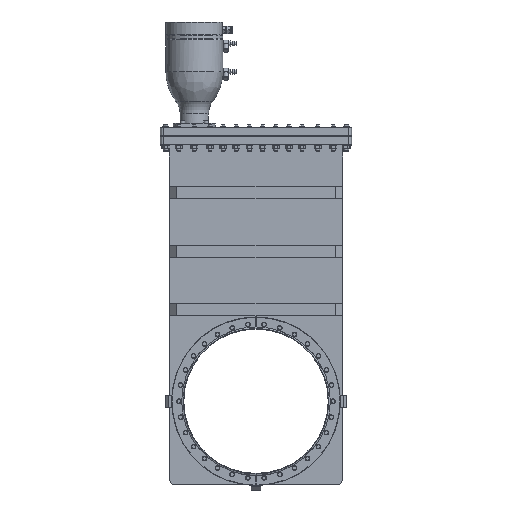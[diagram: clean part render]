
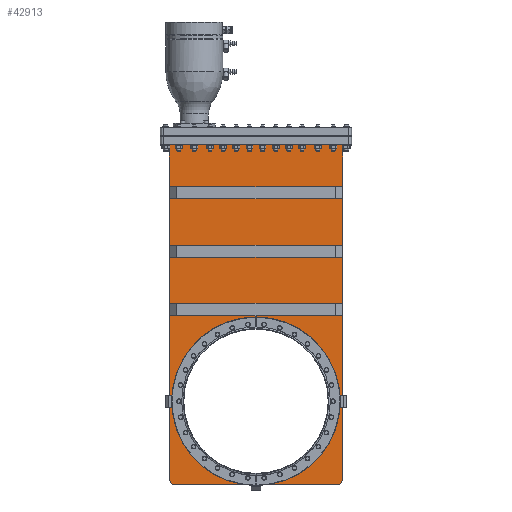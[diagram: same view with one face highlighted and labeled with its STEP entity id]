
A CAD part, top view. The second image highlights one B-rep face of the part: STEP entity #42913.
In plain terms, the highlighted planar face has unit normal (0, 0, 1).
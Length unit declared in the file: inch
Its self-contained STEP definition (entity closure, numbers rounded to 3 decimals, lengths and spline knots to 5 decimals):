
#10606=DIRECTION('',(-1.,0.,0.));
#10607=VECTOR('',#10606,6.02507);
#10608=CARTESIAN_POINT('',(6.703,-6.947,0.827));
#10609=LINE('',#10608,#10607);
#10610=CARTESIAN_POINT('',(0.,0.,0.827));
#10611=DIRECTION('',(0.,0.,-1.));
#10612=DIRECTION('',(0.,1.,0.));
#10613=AXIS2_PLACEMENT_3D('',#10610,#10611,#10612);
#10615=CARTESIAN_POINT('',(0.,0.,0.827));
#10616=DIRECTION('',(0.,0.,1.));
#10617=DIRECTION('',(0.,1.,0.));
#10618=AXIS2_PLACEMENT_3D('',#10615,#10616,#10617);
#10620=DIRECTION('',(-1.,0.,0.));
#10621=VECTOR('',#10620,6.02507);
#10622=CARTESIAN_POINT('',(-0.67793,-6.947,0.827));
#10623=LINE('',#10622,#10621);
#10624=DIRECTION('',(0.,-1.,0.));
#10625=VECTOR('',#10624,27.74);
#10626=CARTESIAN_POINT('',(-7.202,21.292,0.827));
#10627=LINE('',#10626,#10625);
#10628=DIRECTION('',(1.,0.,0.));
#10629=VECTOR('',#10628,14.404);
#10630=CARTESIAN_POINT('',(-7.202,21.292,0.827));
#10631=LINE('',#10630,#10629);
#10632=DIRECTION('',(0.,1.,0.));
#10633=VECTOR('',#10632,27.74);
#10634=CARTESIAN_POINT('',(7.202,-6.448,0.827));
#10635=LINE('',#10634,#10633);
#10636=DIRECTION('',(0.,-1.,0.));
#10637=VECTOR('',#10636,1.);
#10638=CARTESIAN_POINT('',(-7.182,8.12,0.827));
#10639=LINE('',#10638,#10637);
#10640=DIRECTION('',(1.,0.,0.));
#10641=VECTOR('',#10640,14.364);
#10642=CARTESIAN_POINT('',(-7.182,7.12,0.827));
#10643=LINE('',#10642,#10641);
#10644=DIRECTION('',(0.,1.,0.));
#10645=VECTOR('',#10644,1.);
#10646=CARTESIAN_POINT('',(7.182,7.12,0.827));
#10647=LINE('',#10646,#10645);
#10648=DIRECTION('',(-1.,0.,0.));
#10649=VECTOR('',#10648,14.364);
#10650=CARTESIAN_POINT('',(7.182,8.12,0.827));
#10651=LINE('',#10650,#10649);
#10652=DIRECTION('',(0.,-1.,0.));
#10653=VECTOR('',#10652,1.);
#10654=CARTESIAN_POINT('',(-7.182,12.97,0.827));
#10655=LINE('',#10654,#10653);
#10656=DIRECTION('',(1.,0.,0.));
#10657=VECTOR('',#10656,14.364);
#10658=CARTESIAN_POINT('',(-7.182,11.97,0.827));
#10659=LINE('',#10658,#10657);
#10660=DIRECTION('',(0.,1.,0.));
#10661=VECTOR('',#10660,1.);
#10662=CARTESIAN_POINT('',(7.182,11.97,0.827));
#10663=LINE('',#10662,#10661);
#10664=DIRECTION('',(-1.,0.,0.));
#10665=VECTOR('',#10664,14.364);
#10666=CARTESIAN_POINT('',(7.182,12.97,0.827));
#10667=LINE('',#10666,#10665);
#10668=DIRECTION('',(0.,-1.,0.));
#10669=VECTOR('',#10668,1.);
#10670=CARTESIAN_POINT('',(-7.182,17.82,0.827));
#10671=LINE('',#10670,#10669);
#10672=DIRECTION('',(1.,0.,0.));
#10673=VECTOR('',#10672,14.364);
#10674=CARTESIAN_POINT('',(-7.182,16.82,0.827));
#10675=LINE('',#10674,#10673);
#10676=DIRECTION('',(0.,1.,0.));
#10677=VECTOR('',#10676,1.);
#10678=CARTESIAN_POINT('',(7.182,16.82,0.827));
#10679=LINE('',#10678,#10677);
#10680=DIRECTION('',(-1.,0.,0.));
#10681=VECTOR('',#10680,14.364);
#10682=CARTESIAN_POINT('',(7.182,17.82,0.827));
#10683=LINE('',#10682,#10681);
#10711=CARTESIAN_POINT('',(-6.703,-6.448,0.827));
#10712=DIRECTION('',(0.,0.,1.));
#10713=DIRECTION('',(-1.,0.,0.));
#10714=AXIS2_PLACEMENT_3D('',#10711,#10712,#10713);
#10801=CARTESIAN_POINT('',(6.703,-6.448,0.827));
#10802=DIRECTION('',(0.,0.,1.));
#10803=DIRECTION('',(0.,-1.,0.));
#10804=AXIS2_PLACEMENT_3D('',#10801,#10802,#10803);
#22279=CARTESIAN_POINT('',(6.703,-6.947,0.827));
#22280=CARTESIAN_POINT('',(7.202,-6.448,0.827));
#22281=VERTEX_POINT('',#22279);
#22282=VERTEX_POINT('',#22280);
#22287=CARTESIAN_POINT('',(-7.202,-6.448,0.827));
#22288=CARTESIAN_POINT('',(-6.703,-6.947,0.827));
#22289=VERTEX_POINT('',#22287);
#22290=VERTEX_POINT('',#22288);
#22299=CARTESIAN_POINT('',(-7.202,21.292,0.827));
#22300=CARTESIAN_POINT('',(7.202,21.292,0.827));
#22301=VERTEX_POINT('',#22299);
#22302=VERTEX_POINT('',#22300);
#22503=CARTESIAN_POINT('',(0.67793,-6.947,0.827));
#22505=VERTEX_POINT('',#22503);
#22507=CARTESIAN_POINT('',(-0.67793,-6.947,0.827));
#22508=VERTEX_POINT('',#22507);
#22533=CARTESIAN_POINT('',(0.,6.98,0.827));
#22534=VERTEX_POINT('',#22533);
#23255=CARTESIAN_POINT('',(-7.182,8.12,0.827));
#23256=CARTESIAN_POINT('',(-7.182,7.12,0.827));
#23257=VERTEX_POINT('',#23255);
#23258=VERTEX_POINT('',#23256);
#23259=CARTESIAN_POINT('',(7.182,7.12,0.827));
#23260=VERTEX_POINT('',#23259);
#23261=CARTESIAN_POINT('',(7.182,8.12,0.827));
#23262=VERTEX_POINT('',#23261);
#23263=CARTESIAN_POINT('',(-7.182,12.97,0.827));
#23264=CARTESIAN_POINT('',(-7.182,11.97,0.827));
#23265=VERTEX_POINT('',#23263);
#23266=VERTEX_POINT('',#23264);
#23267=CARTESIAN_POINT('',(7.182,11.97,0.827));
#23268=VERTEX_POINT('',#23267);
#23269=CARTESIAN_POINT('',(7.182,12.97,0.827));
#23270=VERTEX_POINT('',#23269);
#23271=CARTESIAN_POINT('',(-7.182,17.82,0.827));
#23272=CARTESIAN_POINT('',(-7.182,16.82,0.827));
#23273=VERTEX_POINT('',#23271);
#23274=VERTEX_POINT('',#23272);
#23275=CARTESIAN_POINT('',(7.182,16.82,0.827));
#23276=VERTEX_POINT('',#23275);
#23277=CARTESIAN_POINT('',(7.182,17.82,0.827));
#23278=VERTEX_POINT('',#23277);
#42864=CARTESIAN_POINT('',(0.,0.,0.827));
#42865=DIRECTION('',(0.,0.,1.));
#42866=DIRECTION('',(1.,0.,0.));
#42867=AXIS2_PLACEMENT_3D('',#42864,#42865,#42866);
#42868=PLANE('',#42867);
#42869=ORIENTED_EDGE('',*,*,#40297,.T.);
#42870=ORIENTED_EDGE('',*,*,#42859,.F.);
#42871=ORIENTED_EDGE('',*,*,#42826,.T.);
#42872=ORIENTED_EDGE('',*,*,#40293,.T.);
#42874=ORIENTED_EDGE('',*,*,#42873,.F.);
#42876=ORIENTED_EDGE('',*,*,#42875,.F.);
#42877=ORIENTED_EDGE('',*,*,#28002,.T.);
#42878=ORIENTED_EDGE('',*,*,#40228,.F.);
#42880=ORIENTED_EDGE('',*,*,#42879,.F.);
#42881=EDGE_LOOP('',(#42869,#42870,#42871,#42872,#42874,#42876,#42877,#42878,
#42880));
#42882=FACE_OUTER_BOUND('',#42881,.F.);
#42884=ORIENTED_EDGE('',*,*,#42883,.T.);
#42886=ORIENTED_EDGE('',*,*,#42885,.T.);
#42888=ORIENTED_EDGE('',*,*,#42887,.T.);
#42890=ORIENTED_EDGE('',*,*,#42889,.T.);
#42891=EDGE_LOOP('',(#42884,#42886,#42888,#42890));
#42892=FACE_BOUND('',#42891,.F.);
#42894=ORIENTED_EDGE('',*,*,#42893,.T.);
#42896=ORIENTED_EDGE('',*,*,#42895,.T.);
#42898=ORIENTED_EDGE('',*,*,#42897,.T.);
#42900=ORIENTED_EDGE('',*,*,#42899,.T.);
#42901=EDGE_LOOP('',(#42894,#42896,#42898,#42900));
#42902=FACE_BOUND('',#42901,.F.);
#42904=ORIENTED_EDGE('',*,*,#42903,.T.);
#42906=ORIENTED_EDGE('',*,*,#42905,.T.);
#42908=ORIENTED_EDGE('',*,*,#42907,.T.);
#42910=ORIENTED_EDGE('',*,*,#42909,.T.);
#42911=EDGE_LOOP('',(#42904,#42906,#42908,#42910));
#42912=FACE_BOUND('',#42911,.F.);
#10614=CIRCLE('',#10613,6.98);
#10619=CIRCLE('',#10618,6.98);
#10715=CIRCLE('',#10714,0.499);
#10805=CIRCLE('',#10804,0.499);
#28002=EDGE_CURVE('',#22301,#22302,#10631,.T.);
#40228=EDGE_CURVE('',#22282,#22302,#10635,.T.);
#40293=EDGE_CURVE('',#22508,#22290,#10623,.T.);
#40297=EDGE_CURVE('',#22281,#22505,#10609,.T.);
#42826=EDGE_CURVE('',#22534,#22508,#10619,.T.);
#42859=EDGE_CURVE('',#22534,#22505,#10614,.T.);
#42873=EDGE_CURVE('',#22289,#22290,#10715,.T.);
#42875=EDGE_CURVE('',#22301,#22289,#10627,.T.);
#42879=EDGE_CURVE('',#22281,#22282,#10805,.T.);
#42883=EDGE_CURVE('',#23257,#23258,#10639,.T.);
#42885=EDGE_CURVE('',#23258,#23260,#10643,.T.);
#42887=EDGE_CURVE('',#23260,#23262,#10647,.T.);
#42889=EDGE_CURVE('',#23262,#23257,#10651,.T.);
#42893=EDGE_CURVE('',#23265,#23266,#10655,.T.);
#42895=EDGE_CURVE('',#23266,#23268,#10659,.T.);
#42897=EDGE_CURVE('',#23268,#23270,#10663,.T.);
#42899=EDGE_CURVE('',#23270,#23265,#10667,.T.);
#42903=EDGE_CURVE('',#23273,#23274,#10671,.T.);
#42905=EDGE_CURVE('',#23274,#23276,#10675,.T.);
#42907=EDGE_CURVE('',#23276,#23278,#10679,.T.);
#42909=EDGE_CURVE('',#23278,#23273,#10683,.T.);
#42913=ADVANCED_FACE('',(#42882,#42892,#42902,#42912),#42868,.T.);
